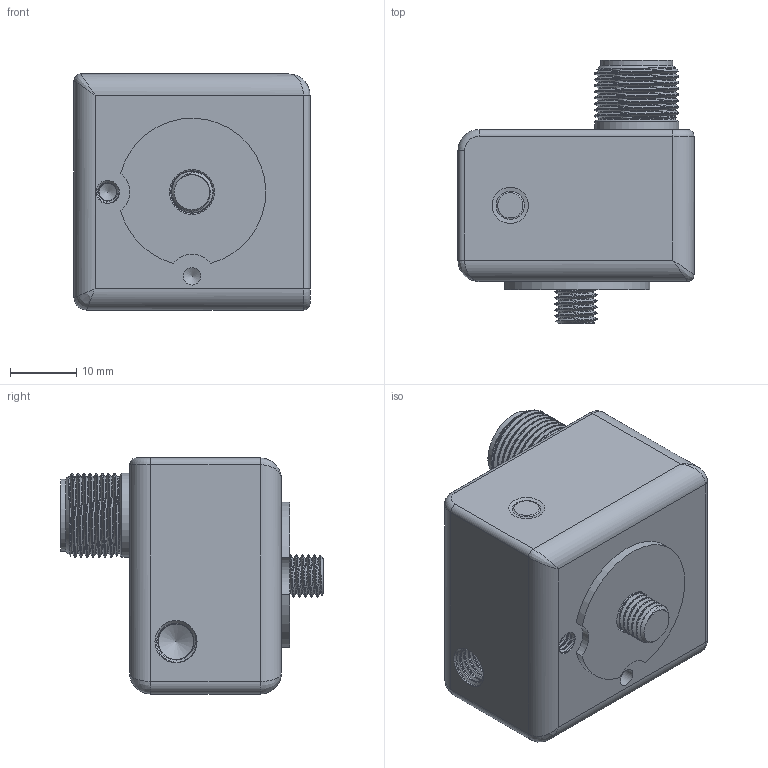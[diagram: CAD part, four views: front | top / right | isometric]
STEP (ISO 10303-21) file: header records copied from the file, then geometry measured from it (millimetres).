
FILE_DESCRIPTION(/* description */ (''),/* implementation_level */ '2;1');
FILE_NAME(/* name */ 'MASTER_TRIAX_TOP_EXIT_DETAIL.stp',/* time_stamp */ '2017-04-25T16:00:00-04:00',/* author */ ('aneininger'),/* organization */ (''),/* preprocessor_version */ 'ST-DEVELOPER v16.5',/* originating_system */ 'Autodesk Inventor 2017',/* authorisation */ '');
FILE_SCHEMA (('AUTOMOTIVE_DESIGN { 1 0 10303 214 3 1 1 }'));
Length unit declared in the file: inch
Products named in the file (3): MASTER_TRIAX_TOP_EXIT_DETAIL; MASTER_TRIAX_TOP_EXIT_DETAIL_1; ACP32108
Assembly tree (2 placements, depth 2):
  MASTER_TRIAX_TOP_EXIT_DETAIL
    MASTER_TRIAX_TOP_EXIT_DETAIL_1
    ACP32108
Bounding box: 35.56 x 39.62 x 35.56 mm (x, y, z)
Volume: 28716.5 mm3; surface area: 8323.7 mm2
Topology: 2 solids, 2 shells, 232 faces, 548 edges, 340 vertices
Faces by surface type: plane 78, bspline 71, cylinder 49, cone 15, torus 11, sphere 8
Full cylindrical faces by diameter (mm): 1.016 x4, 2.032 x4, 2.642 x2, 4.953 x1, 5.359 x3, 6.756 x1, 9.525 x1, 9.652 x1, 10.668 x1, 10.922 x1, 12.7 x1
Entity records: 19529 total; most frequent: CARTESIAN_POINT 14449, ORIENTED_EDGE 1008, DIRECTION 827, EDGE_CURVE 504, VERTEX_POINT 333, AXIS2_PLACEMENT_3D 310, EDGE_LOOP 293, STYLED_ITEM 234
